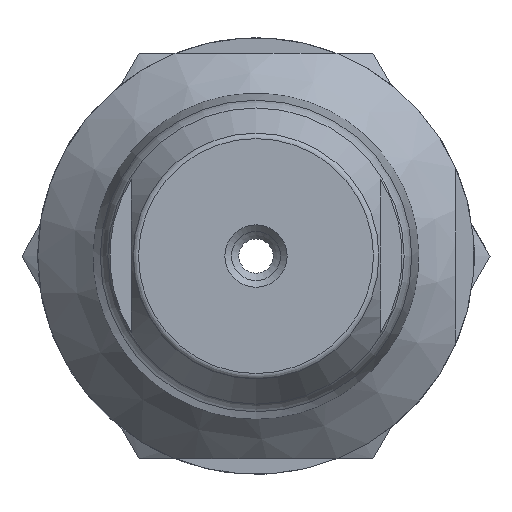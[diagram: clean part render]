
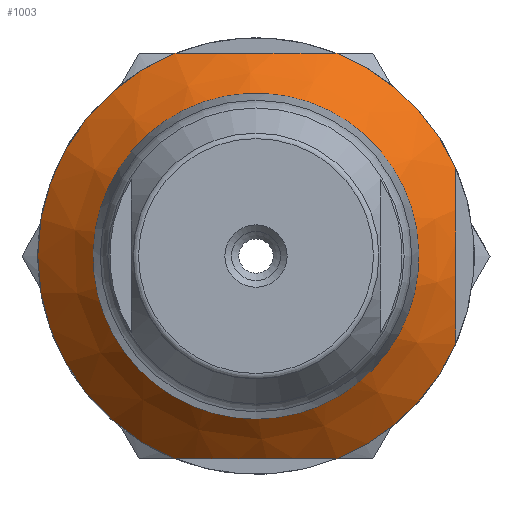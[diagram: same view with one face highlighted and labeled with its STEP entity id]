
A CAD part, front view. The second image highlights one B-rep face of the part: STEP entity #1003.
In plain terms, the highlighted conical face has half-angle 45 degrees and reference radius 7 mm.
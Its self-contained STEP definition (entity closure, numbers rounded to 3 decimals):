
#91=CONICAL_SURFACE('',#1145,7.,0.785);
#157=B_SPLINE_CURVE_WITH_KNOTS('',3,(#1691,#1692,#1693,#1694,#1695),
 .UNSPECIFIED.,.F.,.F.,(4,1,4),(0.021,0.024,0.027),
 .UNSPECIFIED.);
#158=B_SPLINE_CURVE_WITH_KNOTS('',3,(#1696,#1697,#1698,#1699,#1700),
 .UNSPECIFIED.,.F.,.F.,(4,1,4),(0.023,0.025,0.028),
 .UNSPECIFIED.);
#159=B_SPLINE_CURVE_WITH_KNOTS('',3,(#1701,#1702,#1703,#1704,#1705),
 .UNSPECIFIED.,.F.,.F.,(4,1,4),(0.023,0.025,0.028),
 .UNSPECIFIED.);
#203=ORIENTED_EDGE('',*,*,#437,.F.);
#204=ORIENTED_EDGE('',*,*,#438,.F.);
#205=ORIENTED_EDGE('',*,*,#426,.T.);
#206=ORIENTED_EDGE('',*,*,#439,.F.);
#207=ORIENTED_EDGE('',*,*,#422,.T.);
#208=ORIENTED_EDGE('',*,*,#440,.F.);
#209=ORIENTED_EDGE('',*,*,#418,.T.);
#418=EDGE_CURVE('',#536,#535,#629,.T.);
#422=EDGE_CURVE('',#540,#539,#631,.T.);
#426=EDGE_CURVE('',#544,#543,#633,.T.);
#437=EDGE_CURVE('',#554,#554,#638,.T.);
#438=EDGE_CURVE('',#544,#535,#157,.T.);
#439=EDGE_CURVE('',#540,#543,#158,.T.);
#440=EDGE_CURVE('',#536,#539,#159,.T.);
#535=VERTEX_POINT('',#1640);
#536=VERTEX_POINT('',#1642);
#539=VERTEX_POINT('',#1648);
#540=VERTEX_POINT('',#1650);
#543=VERTEX_POINT('',#1656);
#544=VERTEX_POINT('',#1658);
#554=VERTEX_POINT('',#1690);
#629=CIRCLE('',#1136,7.);
#631=CIRCLE('',#1138,7.);
#633=CIRCLE('',#1140,7.);
#638=CIRCLE('',#1146,4.75);
#700=EDGE_LOOP('',(#203));
#701=EDGE_LOOP('',(#204,#205,#206,#207,#208,#209));
#843=FACE_BOUND('',#700,.T.);
#844=FACE_BOUND('',#701,.T.);
#1003=ADVANCED_FACE('',(#843,#844),#91,.T.);
#1136=AXIS2_PLACEMENT_3D('',#1641,#1297,#1298);
#1138=AXIS2_PLACEMENT_3D('',#1649,#1303,#1304);
#1140=AXIS2_PLACEMENT_3D('',#1657,#1309,#1310);
#1145=AXIS2_PLACEMENT_3D('',#1688,#1324,#1325);
#1146=AXIS2_PLACEMENT_3D('',#1689,#1326,#1327);
#1297=DIRECTION('',(0.,-1.,0.));
#1298=DIRECTION('',(0.,0.,-1.));
#1303=DIRECTION('',(0.,-1.,0.));
#1304=DIRECTION('',(0.,0.,-1.));
#1309=DIRECTION('',(0.,-1.,0.));
#1310=DIRECTION('',(0.,0.,-1.));
#1324=DIRECTION('',(0.,1.,0.));
#1325=DIRECTION('',(0.,0.,1.));
#1326=DIRECTION('',(0.,-1.,0.));
#1327=DIRECTION('',(0.,0.,-1.));
#1640=CARTESIAN_POINT('',(6.4,9.25,-2.835));
#1641=CARTESIAN_POINT('',(0.,9.25,0.));
#1642=CARTESIAN_POINT('',(2.598,9.25,-6.5));
#1648=CARTESIAN_POINT('',(-2.598,9.25,-6.5));
#1649=CARTESIAN_POINT('',(0.,9.25,0.));
#1650=CARTESIAN_POINT('',(-2.598,9.25,6.5));
#1656=CARTESIAN_POINT('',(2.598,9.25,6.5));
#1657=CARTESIAN_POINT('',(0.,9.25,0.));
#1658=CARTESIAN_POINT('',(6.4,9.25,2.835));
#1688=CARTESIAN_POINT('',(0.,9.25,0.));
#1689=CARTESIAN_POINT('',(0.,7.,0.));
#1690=CARTESIAN_POINT('',(0.,7.,-4.75));
#1691=CARTESIAN_POINT('',(6.4,9.25,2.835));
#1692=CARTESIAN_POINT('',(6.4,8.887,1.94));
#1693=CARTESIAN_POINT('',(6.4,8.414,-0.002));
#1694=CARTESIAN_POINT('',(6.4,8.886,-1.936));
#1695=CARTESIAN_POINT('',(6.4,9.25,-2.835));
#1696=CARTESIAN_POINT('',(-2.598,9.25,6.5));
#1697=CARTESIAN_POINT('',(-1.77,8.943,6.5));
#1698=CARTESIAN_POINT('',(-0.003,8.558,6.5));
#1699=CARTESIAN_POINT('',(1.765,8.941,6.5));
#1700=CARTESIAN_POINT('',(2.598,9.25,6.5));
#1701=CARTESIAN_POINT('',(2.598,9.25,-6.5));
#1702=CARTESIAN_POINT('',(1.77,8.943,-6.5));
#1703=CARTESIAN_POINT('',(0.003,8.558,-6.5));
#1704=CARTESIAN_POINT('',(-1.765,8.941,-6.5));
#1705=CARTESIAN_POINT('',(-2.598,9.25,-6.5));
